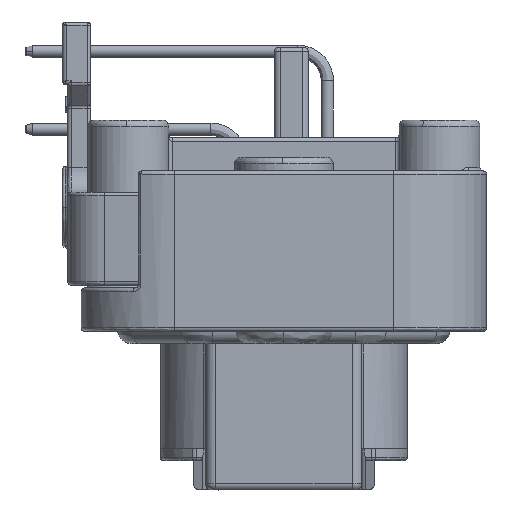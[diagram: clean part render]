
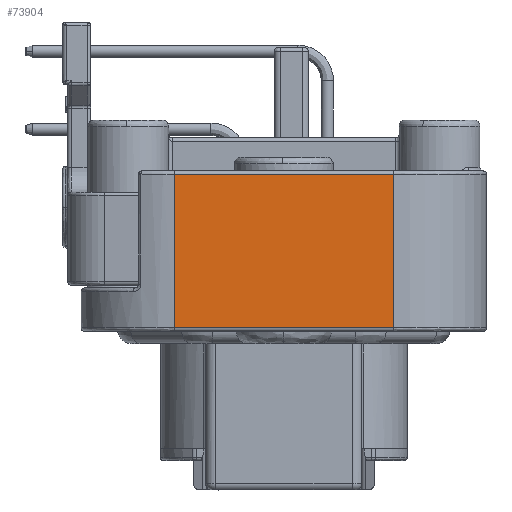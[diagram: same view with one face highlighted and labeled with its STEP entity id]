
A CAD part, front view. The second image highlights one B-rep face of the part: STEP entity #73904.
In plain terms, the highlighted planar face has unit normal (0, -1, 0).
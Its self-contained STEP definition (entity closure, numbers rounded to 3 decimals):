
#885 = ORIENTED_EDGE ( 'NONE', *, *, #25054, .T. ) ;
#1623 = CARTESIAN_POINT ( 'NONE',  ( 8.95, -30.48, 22.65 ) ) ;
#1891 = VECTOR ( 'NONE', #44806, 1000. ) ;
#3003 = LINE ( 'NONE', #77822, #26120 ) ;
#6664 = DIRECTION ( 'NONE',  ( 0., 0., -1. ) ) ;
#6744 = LINE ( 'NONE', #1623, #75020 ) ;
#7414 = EDGE_CURVE ( 'NONE', #74798, #9487, #3003, .T. ) ;
#8485 = ORIENTED_EDGE ( 'NONE', *, *, #26193, .T. ) ;
#9487 = VERTEX_POINT ( 'NONE', #37027 ) ;
#13155 = PLANE ( 'NONE',  #60558 ) ;
#13354 = CARTESIAN_POINT ( 'NONE',  ( -8.95, -30.48, 22.65 ) ) ;
#15475 = VERTEX_POINT ( 'NONE', #25988 ) ;
#18737 = DIRECTION ( 'NONE',  ( -1., 0., 0. ) ) ;
#19439 = VECTOR ( 'NONE', #18737, 1000. ) ;
#20358 = LINE ( 'NONE', #30532, #19439 ) ;
#22479 = DIRECTION ( 'NONE',  ( -1., 0., 0. ) ) ;
#23484 = EDGE_CURVE ( 'NONE', #70653, #15475, #20358, .T. ) ;
#24549 = ORIENTED_EDGE ( 'NONE', *, *, #7414, .T. ) ;
#25054 = EDGE_CURVE ( 'NONE', #9487, #15475, #56747, .T. ) ;
#25988 = CARTESIAN_POINT ( 'NONE',  ( -8.95, -30.48, 9.85 ) ) ;
#26120 = VECTOR ( 'NONE', #22479, 1000. ) ;
#26193 = EDGE_CURVE ( 'NONE', #70653, #74798, #6744, .T. ) ;
#27131 = CARTESIAN_POINT ( 'NONE',  ( 8.95, -30.48, 22.35 ) ) ;
#30532 = CARTESIAN_POINT ( 'NONE',  ( 9.139, -30.48, 9.85 ) ) ;
#37027 = CARTESIAN_POINT ( 'NONE',  ( -8.95, -30.48, 22.35 ) ) ;
#44806 = DIRECTION ( 'NONE',  ( 0., 0., -1. ) ) ;
#47185 = CARTESIAN_POINT ( 'NONE',  ( 8.95, -30.48, 9.85 ) ) ;
#48673 = EDGE_LOOP ( 'NONE', ( #885, #56892, #8485, #24549 ) ) ;
#50831 = DIRECTION ( 'NONE',  ( 0., 0., 1. ) ) ;
#52578 = FACE_OUTER_BOUND ( 'NONE', #48673, .T. ) ;
#56153 = DIRECTION ( 'NONE',  ( 0., -1., 0. ) ) ;
#56747 = LINE ( 'NONE', #13354, #1891 ) ;
#56892 = ORIENTED_EDGE ( 'NONE', *, *, #23484, .F. ) ;
#60558 = AXIS2_PLACEMENT_3D ( 'NONE', #61806, #56153, #6664 ) ;
#61806 = CARTESIAN_POINT ( 'NONE',  ( -16.55, -30.48, 22.65 ) ) ;
#70653 = VERTEX_POINT ( 'NONE', #47185 ) ;
#73904 = ADVANCED_FACE ( 'NONE', ( #52578 ), #13155, .T. ) ;
#74798 = VERTEX_POINT ( 'NONE', #27131 ) ;
#75020 = VECTOR ( 'NONE', #50831, 1000. ) ;
#77822 = CARTESIAN_POINT ( 'NONE',  ( -16.55, -30.48, 22.35 ) ) ;
